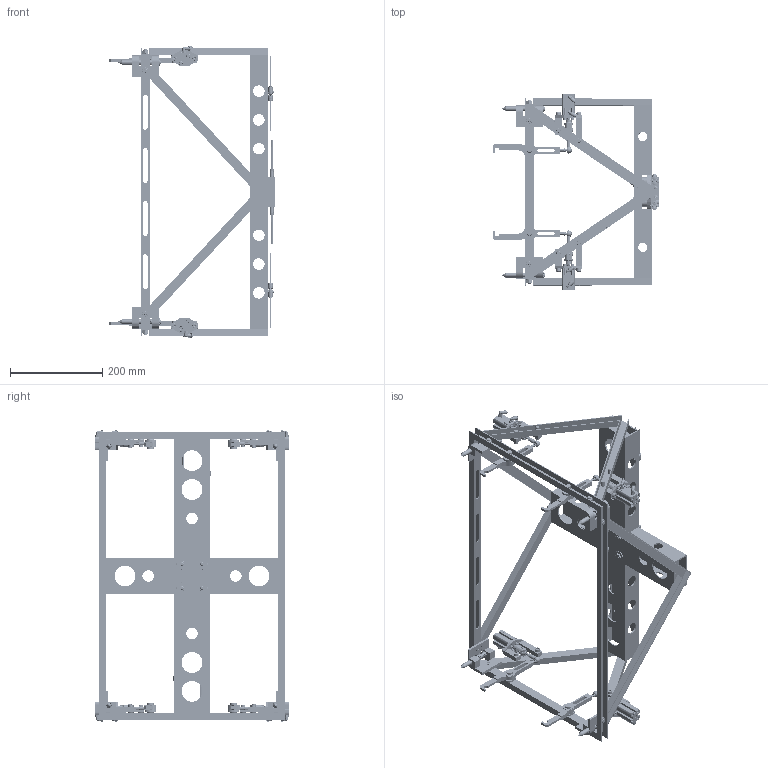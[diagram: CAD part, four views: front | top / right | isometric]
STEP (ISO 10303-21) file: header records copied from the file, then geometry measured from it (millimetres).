
FILE_DESCRIPTION((''),'2;1');
FILE_NAME('BG100_ASM','2021-01-20T15:11:19',('VR-Labor_23202'),(''),'CREO PARAMETRIC BY PTC INC, 2019471','CREO PARAMETRIC BY PTC INC, 2019471','');
FILE_SCHEMA(('CONFIG_CONTROL_DESIGN'));
Products named in the file (55): ET101; ET102; ET124; ET103; ET104; ET125; BG101_ASM; ET105; ET106; BG102_ASM; ET111; ET107; ET108; ET120; ET121; ET123; ET122; ET109; ET115; ET116; BG103_ASM; ET129; ET133; ET130; ET131; ET119; ET117; ET118; ET132; ET137; ET134; ET135; ET136; BG104_ASM; BG105_ASM; ET110; ET128; BG106_ASM; ET140; ET138 ...
Assembly tree (158 placements, depth 3):
  BG100_ASM
    ET101  x2
    ET102  x2
    ET124  x4
    BG101_ASM  x2
      ET103
      ET104
      ET125
    BG102_ASM  x2
      ET105
      ET106
    ET111  x4
    ET107
    ET108  x2
    ET120
    ET121  x4
    ET123  x4
    ET122  x4
    ET109  x4
    BG103_ASM
      ET115  x2
      ET116  x4
    BG104_ASM  x2
      ET129
      ET133
      ET130
      ET131
      ET119
      ET117
      ET118
      ET132
      ET137
      ET134
      ET135
      ET136
    BG105_ASM  x2
      ET129
      ET133
      ET130
      ET131
      ET132
      ET119
      ET117
      ET118
      ET137
      ET134
      ET135
      ET136
    BG106_ASM  x4
      ET110
      ET128
    ET140  x4
    ET138  x4
    ET141  x16
    ET139  x4
    BG107_ASM  x2
      ET112
      ET143
      ET114
      ET144
Bounding box: 361.99 x 422 x 632.3 mm (x, y, z)
Volume: 1528842.1 mm3; surface area: 1256231.9 mm2
Topology: 230 solids, 414 shells, 7857 faces, 18676 edges, 11840 vertices
Faces by surface type: plane 3169, cylinder 2782, cone 1426, torus 360, sphere 88, bspline 32
Entity records: 67254 total; most frequent: CARTESIAN_POINT 16458, DIRECTION 11340, ORIENTED_EDGE 9524, EDGE_CURVE 4852, AXIS2_PLACEMENT_3D 4545, VERTEX_POINT 3143, EDGE_LOOP 2403, VECTOR 2250
